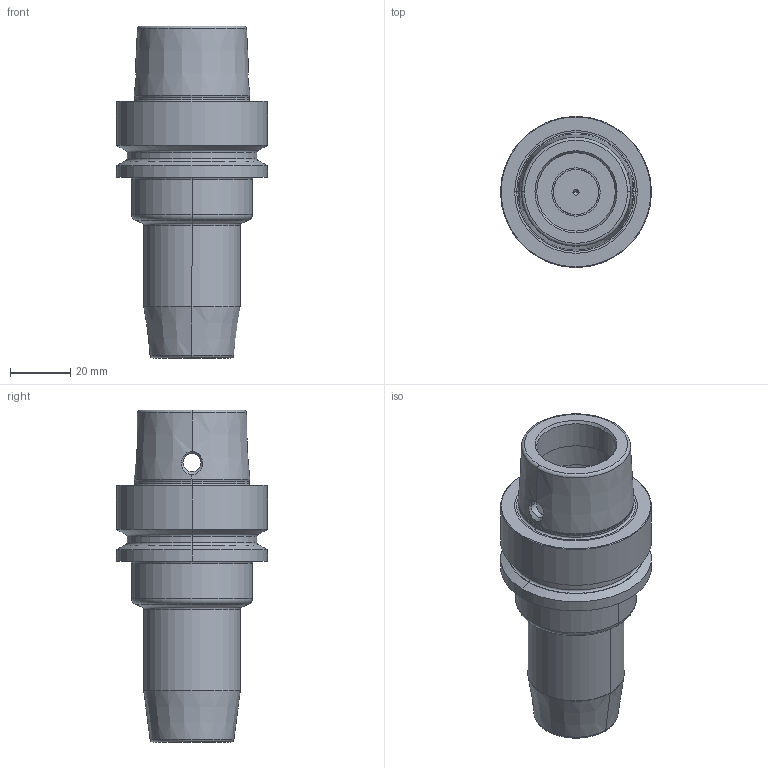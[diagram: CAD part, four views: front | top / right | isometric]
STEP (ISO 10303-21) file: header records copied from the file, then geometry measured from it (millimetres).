
FILE_DESCRIPTION((''),'2;1');
FILE_NAME('606702030-000-01-E43','2023-07-18T07:40:46',('liebchenm'),(''),'CREO PARAMETRIC BY PTC INC, 2021184','CREO PARAMETRIC BY PTC INC, 2021184','');
FILE_SCHEMA(('AP242_MANAGED_MODEL_BASED_3D_ENGINEERING_MIM_LF { 1 0 10303 442 1 1 4 }'));
Length unit declared in the file: millimetre
Products named in the file (1): 606702030-000-01-E43
Bounding box: 50 x 50 x 109.9 mm (x, y, z)
Volume: 97455 mm3; surface area: 22943.7 mm2
Topology: 1 solids, 2 shells, 95 faces, 213 edges, 122 vertices
Faces by surface type: cylinder 30, cone 28, torus 26, plane 11
Entity records: 4410 total; most frequent: CARTESIAN_POINT 981, DIRECTION 518, ORIENTED_EDGE 414, AXIS2_PLACEMENT_3D 225, PRESENTATION_STYLE_ASSIGNMENT 221, STYLED_ITEM 221, CURVE_STYLE 219, EDGE_CURVE 209
